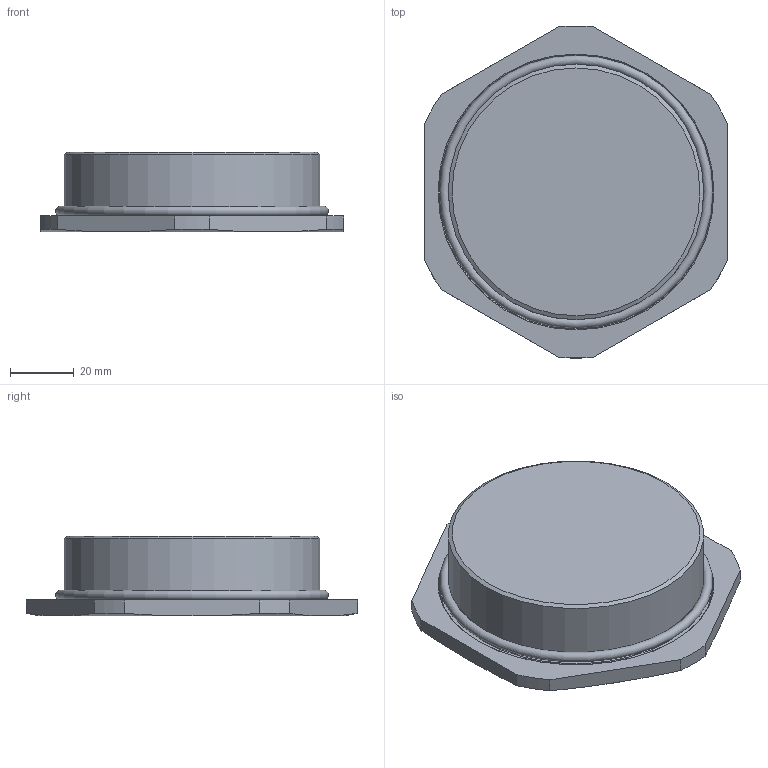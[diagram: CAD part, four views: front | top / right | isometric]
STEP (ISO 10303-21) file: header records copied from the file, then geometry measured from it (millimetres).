
FILE_DESCRIPTION(/* description */ (''),/* implementation_level */ '2;1');
FILE_NAME(/* name */ '390_M80.stp',/* time_stamp */ '2024-09-04T16:41:37+05:00',/* author */ ('pradhakrishnan'),/* organization */ (''),/* preprocessor_version */ 'ST-DEVELOPER v18.1',/* originating_system */ 'Autodesk Inventor 2022',/* authorisation */ '');
FILE_SCHEMA (('AUTOMOTIVE_DESIGN { 1 0 10303 214 3 1 1 }'));
Length unit declared in the file: millimetre
Products named in the file (3): 390_M80; 3390_M80; 79.5 x 3.0 O Ring
Assembly tree (2 placements, depth 2):
  390_M80
    3390_M80
    79.5 x 3.0 O Ring
Bounding box: 95 x 103.94 x 25 mm (x, y, z)
Volume: 139056.5 mm3; surface area: 25207.5 mm2
Topology: 2 solids, 2 shells, 35 faces, 83 edges, 52 vertices
Faces by surface type: plane 10, cylinder 10, cone 9, torus 6
Full cylindrical faces by diameter (mm): 77.6 x1, 80 x2, 86 x1
Entity records: 1129 total; most frequent: CARTESIAN_POINT 199, DIRECTION 197, ORIENTED_EDGE 166, AXIS2_PLACEMENT_3D 86, EDGE_CURVE 83, VERTEX_POINT 52, CIRCLE 46, EDGE_LOOP 37
